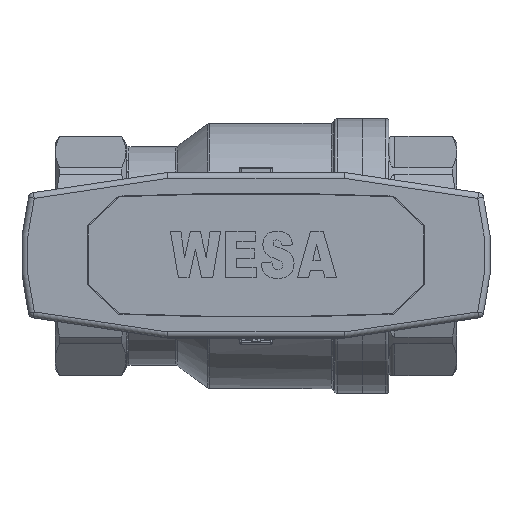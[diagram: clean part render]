
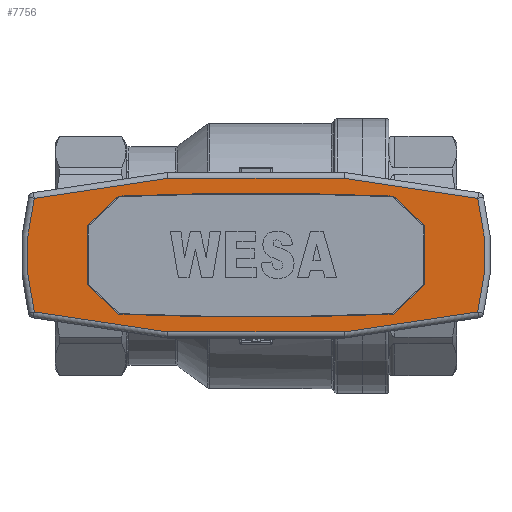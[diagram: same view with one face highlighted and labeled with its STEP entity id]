
A CAD part, top view. The second image highlights one B-rep face of the part: STEP entity #7756.
In plain terms, the highlighted planar face has unit normal (0, 0, 1).
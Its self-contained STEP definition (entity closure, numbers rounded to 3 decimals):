
#453=LINE('',#13804,#1082);
#455=LINE('',#13808,#1084);
#463=LINE('',#13821,#1092);
#466=LINE('',#13827,#1095);
#467=LINE('',#13829,#1096);
#515=LINE('',#14025,#1144);
#518=LINE('',#14041,#1147);
#521=LINE('',#14051,#1150);
#522=LINE('',#14057,#1151);
#523=LINE('',#14061,#1152);
#524=LINE('',#14066,#1153);
#527=LINE('',#14075,#1156);
#1082=VECTOR('',#11005,1000.);
#1084=VECTOR('',#11009,1000.);
#1092=VECTOR('',#11021,1000.);
#1095=VECTOR('',#11026,1000.);
#1096=VECTOR('',#11029,1000.);
#1144=VECTOR('',#11147,1000.);
#1147=VECTOR('',#11166,1000.);
#1150=VECTOR('',#11177,1000.);
#1151=VECTOR('',#11186,1000.);
#1152=VECTOR('',#11191,1000.);
#1153=VECTOR('',#11198,1000.);
#1156=VECTOR('',#11209,1000.);
#2187=ORIENTED_EDGE('',*,*,#4274,.F.);
#2188=ORIENTED_EDGE('',*,*,#4277,.F.);
#2189=ORIENTED_EDGE('',*,*,#4262,.T.);
#2190=ORIENTED_EDGE('',*,*,#4264,.T.);
#2191=ORIENTED_EDGE('',*,*,#4281,.T.);
#2192=ORIENTED_EDGE('',*,*,#4269,.T.);
#2193=ORIENTED_EDGE('',*,*,#4271,.T.);
#2194=ORIENTED_EDGE('',*,*,#4272,.F.);
#2195=ORIENTED_EDGE('',*,*,#4257,.F.);
#2196=ORIENTED_EDGE('',*,*,#4185,.F.);
#2197=ORIENTED_EDGE('',*,*,#4187,.F.);
#2198=ORIENTED_EDGE('',*,*,#4283,.F.);
#2199=ORIENTED_EDGE('',*,*,#4195,.F.);
#2200=ORIENTED_EDGE('',*,*,#4198,.F.);
#2201=ORIENTED_EDGE('',*,*,#4199,.F.);
#2202=ORIENTED_EDGE('',*,*,#4179,.T.);
#4179=EDGE_CURVE('',#5289,#5290,#5959,.T.);
#4185=EDGE_CURVE('',#5294,#5293,#453,.T.);
#4187=EDGE_CURVE('',#5295,#5294,#455,.T.);
#4195=EDGE_CURVE('',#5298,#5299,#463,.T.);
#4198=EDGE_CURVE('',#5300,#5298,#466,.T.);
#4199=EDGE_CURVE('',#5289,#5300,#467,.T.);
#4257=EDGE_CURVE('',#5293,#5290,#515,.T.);
#4262=EDGE_CURVE('',#5341,#5268,#5968,.T.);
#4264=EDGE_CURVE('',#5268,#5342,#518,.T.);
#4269=EDGE_CURVE('',#5345,#5269,#521,.T.);
#4271=EDGE_CURVE('',#5269,#5241,#5971,.T.);
#4272=EDGE_CURVE('',#5346,#5241,#522,.T.);
#4274=EDGE_CURVE('',#5347,#5346,#523,.T.);
#4277=EDGE_CURVE('',#5341,#5347,#524,.T.);
#4281=EDGE_CURVE('',#5342,#5345,#527,.T.);
#4283=EDGE_CURVE('',#5299,#5295,#5974,.T.);
#5241=VERTEX_POINT('',#13660);
#5268=VERTEX_POINT('',#13739);
#5269=VERTEX_POINT('',#13743);
#5289=VERTEX_POINT('',#13789);
#5290=VERTEX_POINT('',#13791);
#5293=VERTEX_POINT('',#13801);
#5294=VERTEX_POINT('',#13803);
#5295=VERTEX_POINT('',#13807);
#5298=VERTEX_POINT('',#13820);
#5299=VERTEX_POINT('',#13822);
#5300=VERTEX_POINT('',#13826);
#5341=VERTEX_POINT('',#14038);
#5342=VERTEX_POINT('',#14042);
#5345=VERTEX_POINT('',#14052);
#5346=VERTEX_POINT('',#14058);
#5347=VERTEX_POINT('',#14062);
#5959=CIRCLE('',#9939,538.206);
#5968=CIRCLE('',#9987,38.75);
#5971=CIRCLE('',#9996,38.75);
#5974=CIRCLE('',#10009,538.206);
#6311=EDGE_LOOP('',(#2187,#2188,#2189,#2190,#2191,#2192,#2193,#2194));
#6312=EDGE_LOOP('',(#2195,#2196,#2197,#2198,#2199,#2200,#2201,#2202));
#6907=FACE_BOUND('',#6311,.T.);
#6908=FACE_BOUND('',#6312,.T.);
#7445=PLANE('',#10008);
#7756=ADVANCED_FACE('',(#6907,#6908),#7445,.T.);
#9939=AXIS2_PLACEMENT_3D('',#13792,#10994,#10995);
#9987=AXIS2_PLACEMENT_3D('',#14037,#11160,#11161);
#9996=AXIS2_PLACEMENT_3D('',#14055,#11182,#11183);
#10008=AXIS2_PLACEMENT_3D('',#14078,#11213,#11214);
#10009=AXIS2_PLACEMENT_3D('',#14079,#11215,#11216);
#10994=DIRECTION('',(0.,0.,-1.));
#10995=DIRECTION('',(1.,0.,0.));
#11005=DIRECTION('',(0.,-1.,0.));
#11009=DIRECTION('',(-0.728,-0.686,0.));
#11021=DIRECTION('',(-0.728,0.686,0.));
#11026=DIRECTION('',(0.,1.,0.));
#11029=DIRECTION('',(0.728,0.686,0.));
#11147=DIRECTION('',(0.728,-0.686,0.));
#11160=DIRECTION('',(0.,0.,1.));
#11161=DIRECTION('',(1.,0.,0.));
#11166=DIRECTION('',(0.989,-0.148,0.));
#11177=DIRECTION('',(0.989,0.148,0.));
#11182=DIRECTION('',(0.,0.,1.));
#11183=DIRECTION('',(1.,0.,0.));
#11186=DIRECTION('',(0.989,-0.148,0.));
#11191=DIRECTION('',(1.,0.,0.));
#11198=DIRECTION('',(0.989,0.148,0.));
#11209=DIRECTION('',(1.,0.,0.));
#11213=DIRECTION('',(0.,0.,1.));
#11214=DIRECTION('',(1.,0.,0.));
#11215=DIRECTION('',(0.,0.,1.));
#11216=DIRECTION('',(1.,0.,0.));
#13660=CARTESIAN_POINT('',(37.54,9.609,48.));
#13739=CARTESIAN_POINT('',(-37.54,-9.609,48.));
#13743=CARTESIAN_POINT('',(37.54,-9.609,48.));
#13789=CARTESIAN_POINT('',(23.194,-10.,48.));
#13791=CARTESIAN_POINT('',(-23.194,-10.,48.));
#13792=CARTESIAN_POINT('',(0.,527.706,48.));
#13801=CARTESIAN_POINT('',(-28.5,-5.,48.));
#13803=CARTESIAN_POINT('',(-28.5,5.,48.));
#13804=CARTESIAN_POINT('',(-28.5,7.588,48.));
#13807=CARTESIAN_POINT('',(-23.194,10.,48.));
#13808=CARTESIAN_POINT('',(4.164,35.78,48.));
#13820=CARTESIAN_POINT('',(28.5,5.,48.));
#13821=CARTESIAN_POINT('',(4.164,27.932,48.));
#13822=CARTESIAN_POINT('',(23.194,10.,48.));
#13826=CARTESIAN_POINT('',(28.5,-5.,48.));
#13827=CARTESIAN_POINT('',(28.5,7.588,48.));
#13829=CARTESIAN_POINT('',(4.164,-27.932,48.));
#14025=CARTESIAN_POINT('',(4.164,-35.78,48.));
#14037=CARTESIAN_POINT('',(0.,0.,48.));
#14038=CARTESIAN_POINT('',(-37.54,9.609,48.));
#14041=CARTESIAN_POINT('',(4.164,-15.863,48.));
#14042=CARTESIAN_POINT('',(-14.925,-13.,48.));
#14051=CARTESIAN_POINT('',(4.164,-14.614,48.));
#14052=CARTESIAN_POINT('',(14.925,-13.,48.));
#14055=CARTESIAN_POINT('',(0.,0.,48.));
#14057=CARTESIAN_POINT('',(4.164,14.614,48.));
#14058=CARTESIAN_POINT('',(14.925,13.,48.));
#14061=CARTESIAN_POINT('',(4.164,13.,48.));
#14062=CARTESIAN_POINT('',(-14.925,13.,48.));
#14066=CARTESIAN_POINT('',(4.164,15.863,48.));
#14075=CARTESIAN_POINT('',(-15.,-13.,48.));
#14078=CARTESIAN_POINT('',(4.164,7.588,48.));
#14079=CARTESIAN_POINT('',(0.,-527.706,48.));
